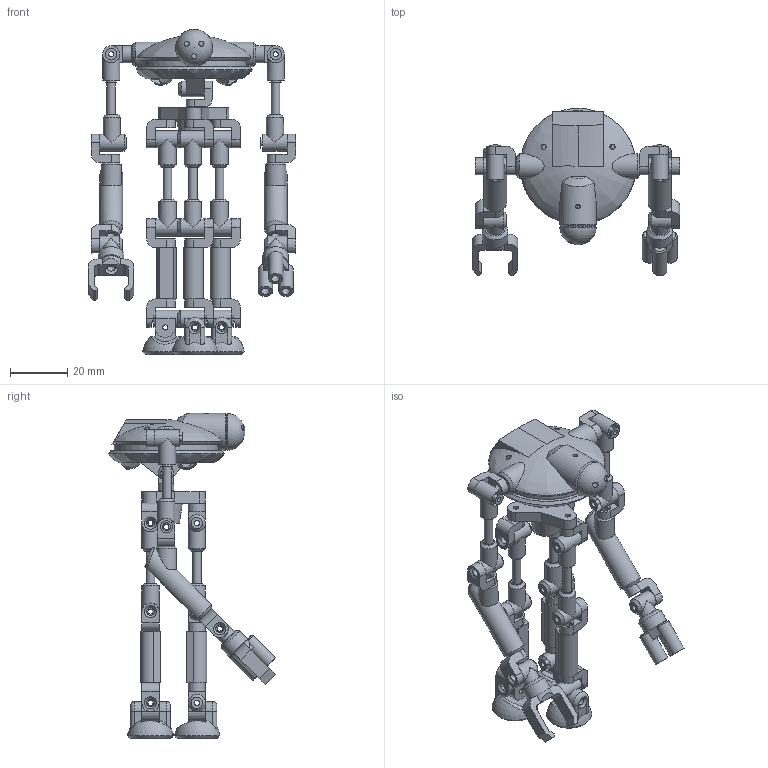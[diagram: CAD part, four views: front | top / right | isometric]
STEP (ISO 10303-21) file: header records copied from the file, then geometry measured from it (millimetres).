
FILE_DESCRIPTION(/* description */ (''),/* implementation_level */ '2;1');
FILE_NAME(/* name */ 'MarsRobo v7.step',/* time_stamp */ '2021-08-09T12:11:32+09:00',/* author */ (''),/* organization */ (''),/* preprocessor_version */ 'ST-DEVELOPER v18.1',/* originating_system */ 'Autodesk Translation Framework v10.9.0.1377',/* authorisation */ '');
FILE_SCHEMA (('AUTOMOTIVE_DESIGN { 1 0 10303 214 3 1 1 }'));
Length unit declared in the file: millimetre
Products named in the file (8): MarsRobo; Body; Arm; Reg1; RegB; Reg2; Reg3; ArmR
Assembly tree (7 placements, depth 3):
  MarsRobo
    Body
    Arm
    Reg1
      RegB
    Reg2
    Reg3
    ArmR
Bounding box: 72.67 x 58.54 x 113.96 mm (x, y, z)
Volume: 37368 mm3; surface area: 29957 mm2
Topology: 50 solids, 50 shells, 629 faces, 1447 edges, 937 vertices
Faces by surface type: plane 288, cylinder 222, cone 88, bspline 24, sphere 4, torus 3
Full cylindrical faces by diameter (mm): 1.62 x1, 1.8 x39, 2.43 x2, 2.52 x1, 2.7 x38, 3 x8, 3.2 x11, 5 x3, 5.4 x1, 6 x27, 6.4 x3, 7 x2, 8.64 x2, 9 x2, 12.96 x1
Entity records: 23271 total; most frequent: CARTESIAN_POINT 8358, DIRECTION 3095, ORIENTED_EDGE 2888, EDGE_CURVE 1444, AXIS2_PLACEMENT_3D 1201, VERTEX_POINT 937, EDGE_LOOP 811, LINE 693
